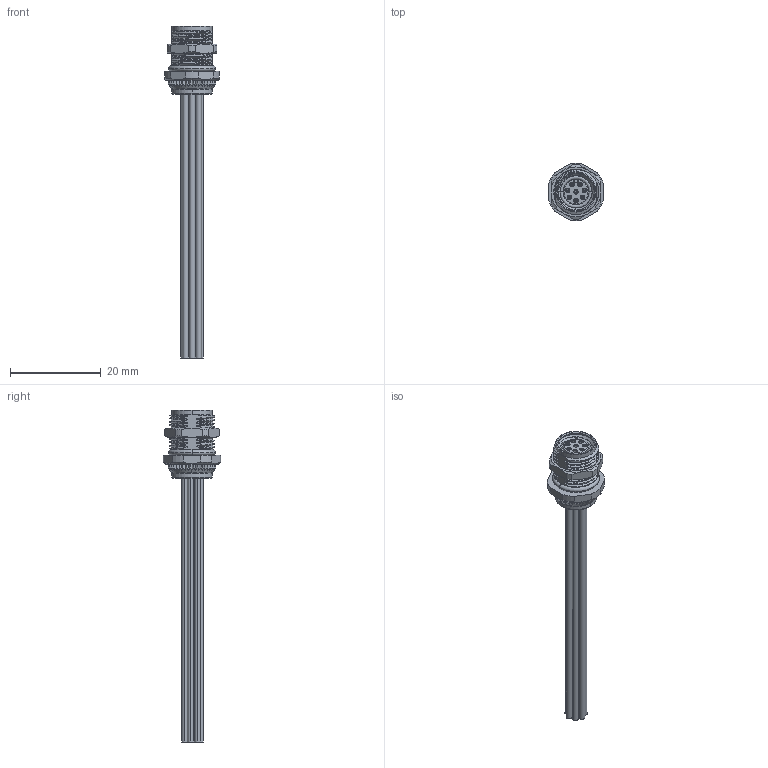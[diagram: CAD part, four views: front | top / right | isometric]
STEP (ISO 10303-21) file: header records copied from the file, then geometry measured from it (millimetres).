
FILE_DESCRIPTION((''),'2;1');
FILE_NAME('8P-K18888_D_8_8','2025-09-14T',('gongcheng16'),(''),'PRO/ENGINEER BY PARAMETRIC TECHNOLOGY CORPORATION, 2010280','PRO/ENGINEER BY PARAMETRIC TECHNOLOGY CORPORATION, 2010280','');
FILE_SCHEMA(('CONFIG_CONTROL_DESIGN'));
Length unit declared in the file: millimetre
Products named in the file (1): 8P-K18888_D_8_8
Bounding box: 12 x 12.6 x 73.2 mm (x, y, z)
Volume: 224.2 mm3; surface area: 4885.9 mm2
Topology: 1 solids, 22 shells, 899 faces, 2271 edges, 1432 vertices
Faces by surface type: cylinder 327, plane 285, cone 157, bspline 80, torus 50
Entity records: 40869 total; most frequent: CARTESIAN_POINT 19734, ORIENTED_EDGE 4478, DIRECTION 4292, EDGE_CURVE 2239, AXIS2_PLACEMENT_3D 1679, VERTEX_POINT 1432, EDGE_LOOP 987, VECTOR 934
